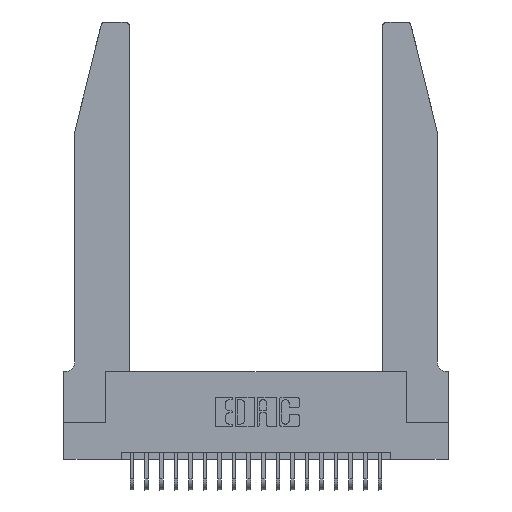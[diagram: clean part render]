
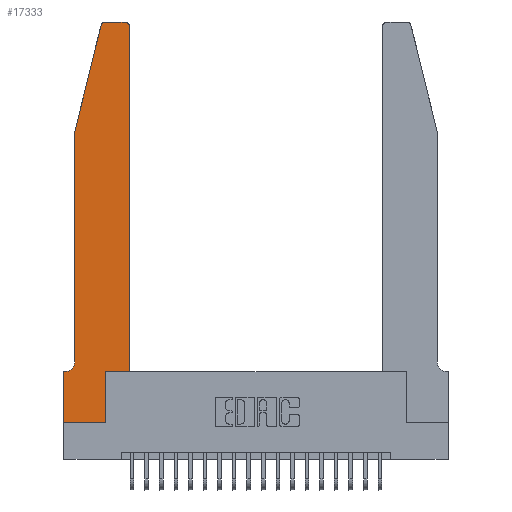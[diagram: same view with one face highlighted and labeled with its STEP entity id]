
A CAD part, top view. The second image highlights one B-rep face of the part: STEP entity #17333.
In plain terms, the highlighted planar face has unit normal (0, 0, 1).
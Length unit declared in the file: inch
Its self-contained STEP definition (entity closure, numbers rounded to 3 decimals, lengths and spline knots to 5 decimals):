
#199 = ORIENTED_EDGE ( 'NONE', *, *, #16364, .T. ) ;
#683 = ORIENTED_EDGE ( 'NONE', *, *, #20252, .T. ) ;
#1172 = LINE ( 'NONE', #15253, #23299 ) ;
#1327 = EDGE_CURVE ( 'NONE', #21960, #13361, #10934, .T. ) ;
#1957 = AXIS2_PLACEMENT_3D ( 'NONE', #16002, #17422, #3149 ) ;
#1994 = CARTESIAN_POINT ( 'NONE',  ( 0.4505, 0.35, 0.37 ) ) ;
#2094 = VERTEX_POINT ( 'NONE', #16699 ) ;
#2809 = DIRECTION ( 'NONE',  ( 1., 0., 0. ) ) ;
#3115 = VERTEX_POINT ( 'NONE', #4608 ) ;
#3128 = VERTEX_POINT ( 'NONE', #22850 ) ;
#3149 = DIRECTION ( 'NONE',  ( -1., 0., 0. ) ) ;
#3386 = CARTESIAN_POINT ( 'NONE',  ( 0.0755, 2., 0.37 ) ) ;
#3602 = DIRECTION ( 'NONE',  ( 1., 0., 0. ) ) ;
#3760 = DIRECTION ( 'NONE',  ( 0., 1., 0. ) ) ;
#4203 = ORIENTED_EDGE ( 'NONE', *, *, #12953, .T. ) ;
#4433 = LINE ( 'NONE', #8582, #9027 ) ;
#4441 = DIRECTION ( 'NONE',  ( 0., -1., 0. ) ) ;
#4608 = CARTESIAN_POINT ( 'NONE',  ( 0.2865, 0., 0.37 ) ) ;
#5167 = VECTOR ( 'NONE', #16566, 39.37008 ) ;
#5388 = CIRCLE ( 'NONE', #1957, 0.07 ) ;
#5846 = DIRECTION ( 'NONE',  ( 0., -1., 0. ) ) ;
#5907 = VERTEX_POINT ( 'NONE', #18908 ) ;
#6059 = DIRECTION ( 'NONE',  ( 1., 0., 0. ) ) ;
#6903 = ORIENTED_EDGE ( 'NONE', *, *, #23180, .T. ) ;
#7360 = CARTESIAN_POINT ( 'NONE',  ( 0.4205, 2.75, 0.37 ) ) ;
#7374 = ORIENTED_EDGE ( 'NONE', *, *, #8682, .T. ) ;
#7552 = CARTESIAN_POINT ( 'NONE',  ( 0., 0., 0.37 ) ) ;
#7740 = PLANE ( 'NONE',  #12209 ) ;
#8470 = CARTESIAN_POINT ( 'NONE',  ( 0.4205, 2.72, 0.37 ) ) ;
#8582 = CARTESIAN_POINT ( 'NONE',  ( 0.2605, 2.75, 0.37 ) ) ;
#8638 = ORIENTED_EDGE ( 'NONE', *, *, #18144, .T. ) ;
#8682 = EDGE_CURVE ( 'NONE', #16069, #20484, #15520, .T. ) ;
#8940 = AXIS2_PLACEMENT_3D ( 'NONE', #10440, #11992, #3602 ) ;
#8988 = VERTEX_POINT ( 'NONE', #15463 ) ;
#9027 = VECTOR ( 'NONE', #22214, 39.37008 ) ;
#9264 = CARTESIAN_POINT ( 'NONE',  ( 0., 0.35, 0.37 ) ) ;
#9575 = DIRECTION ( 'NONE',  ( 0., 0., 1. ) ) ;
#9739 = CIRCLE ( 'NONE', #20061, 0.03 ) ;
#9799 = EDGE_LOOP ( 'NONE', ( #11641, #12476, #12082, #10474, #683, #6903, #4203, #8638, #199, #23685, #7374, #20421 ) ) ;
#9924 = DIRECTION ( 'NONE',  ( 1., 0., 0. ) ) ;
#9947 = CARTESIAN_POINT ( 'NONE',  ( 0.2865, 0.35, 0.37 ) ) ;
#9976 = CARTESIAN_POINT ( 'NONE',  ( 0., 0.35, 0.37 ) ) ;
#10038 = EDGE_CURVE ( 'NONE', #13361, #3128, #14771, .T. ) ;
#10202 = VECTOR ( 'NONE', #5846, 39.37008 ) ;
#10440 = CARTESIAN_POINT ( 'NONE',  ( 0.284, 2.72, 0.37 ) ) ;
#10474 = ORIENTED_EDGE ( 'NONE', *, *, #10038, .T. ) ;
#10934 = LINE ( 'NONE', #16796, #5167 ) ;
#11641 = ORIENTED_EDGE ( 'NONE', *, *, #13549, .T. ) ;
#11813 = CARTESIAN_POINT ( 'NONE',  ( 0.0055, 0.35, 0.37 ) ) ;
#11992 = DIRECTION ( 'NONE',  ( 0., 0., 1. ) ) ;
#12082 = ORIENTED_EDGE ( 'NONE', *, *, #1327, .T. ) ;
#12209 = AXIS2_PLACEMENT_3D ( 'NONE', #9264, #9575, #6059 ) ;
#12382 = EDGE_CURVE ( 'NONE', #2094, #21960, #21450, .T. ) ;
#12476 = ORIENTED_EDGE ( 'NONE', *, *, #12382, .T. ) ;
#12922 = DIRECTION ( 'NONE',  ( 1., 0., 0. ) ) ;
#12953 = EDGE_CURVE ( 'NONE', #17260, #8988, #15103, .T. ) ;
#13208 = VECTOR ( 'NONE', #12922, 39.37008 ) ;
#13361 = VERTEX_POINT ( 'NONE', #3386 ) ;
#13549 = EDGE_CURVE ( 'NONE', #23649, #2094, #4433, .T. ) ;
#13777 = DIRECTION ( 'NONE',  ( 0., 0., 1. ) ) ;
#14771 = LINE ( 'NONE', #20667, #19264 ) ;
#14857 = DIRECTION ( 'NONE',  ( -1., 0., 0. ) ) ;
#15103 = LINE ( 'NONE', #16674, #10202 ) ;
#15253 = CARTESIAN_POINT ( 'NONE',  ( 0.4505, 0.35, 0.37 ) ) ;
#15463 = CARTESIAN_POINT ( 'NONE',  ( 0., 0., 0.37 ) ) ;
#15520 = LINE ( 'NONE', #1994, #22141 ) ;
#16002 = CARTESIAN_POINT ( 'NONE',  ( 0.0055, 0.42, 0.37 ) ) ;
#16069 = VERTEX_POINT ( 'NONE', #23195 ) ;
#16364 = EDGE_CURVE ( 'NONE', #3115, #5907, #23592, .T. ) ;
#16393 = VERTEX_POINT ( 'NONE', #11813 ) ;
#16566 = DIRECTION ( 'NONE',  ( -0.239, -0.971, 0. ) ) ;
#16674 = CARTESIAN_POINT ( 'NONE',  ( 0., 0., 0.37 ) ) ;
#16699 = CARTESIAN_POINT ( 'NONE',  ( 0.284, 2.75, 0.37 ) ) ;
#16777 = CARTESIAN_POINT ( 'NONE',  ( 0.25487, 2.72718, 0.37 ) ) ;
#16796 = CARTESIAN_POINT ( 'NONE',  ( 0.0755, 2., 0.37 ) ) ;
#16800 = LINE ( 'NONE', #18624, #18770 ) ;
#16827 = EDGE_CURVE ( 'NONE', #5907, #16069, #1172, .T. ) ;
#16904 = EDGE_CURVE ( 'NONE', #20484, #23649, #9739, .T. ) ;
#17260 = VERTEX_POINT ( 'NONE', #9976 ) ;
#17311 = FACE_OUTER_BOUND ( 'NONE', #9799, .T. ) ;
#17333 = ADVANCED_FACE ( 'NONE', ( #17311 ), #7740, .T. ) ;
#17422 = DIRECTION ( 'NONE',  ( 0., 0., -1. ) ) ;
#17810 = CARTESIAN_POINT ( 'NONE',  ( 0.4505, 2.72, 0.37 ) ) ;
#18144 = EDGE_CURVE ( 'NONE', #8988, #3115, #21879, .T. ) ;
#18624 = CARTESIAN_POINT ( 'NONE',  ( 0.0755, 0.35, 0.37 ) ) ;
#18691 = VECTOR ( 'NONE', #21221, 39.37008 ) ;
#18770 = VECTOR ( 'NONE', #14857, 39.37008 ) ;
#18908 = CARTESIAN_POINT ( 'NONE',  ( 0.2865, 0.35, 0.37 ) ) ;
#19264 = VECTOR ( 'NONE', #4441, 39.37008 ) ;
#20061 = AXIS2_PLACEMENT_3D ( 'NONE', #8470, #13777, #2809 ) ;
#20252 = EDGE_CURVE ( 'NONE', #3128, #16393, #5388, .T. ) ;
#20421 = ORIENTED_EDGE ( 'NONE', *, *, #16904, .T. ) ;
#20484 = VERTEX_POINT ( 'NONE', #17810 ) ;
#20667 = CARTESIAN_POINT ( 'NONE',  ( 0.0755, 2., 0.37 ) ) ;
#21221 = DIRECTION ( 'NONE',  ( 0., 1., 0. ) ) ;
#21450 = CIRCLE ( 'NONE', #8940, 0.03 ) ;
#21879 = LINE ( 'NONE', #7552, #13208 ) ;
#21960 = VERTEX_POINT ( 'NONE', #16777 ) ;
#22141 = VECTOR ( 'NONE', #3760, 39.37008 ) ;
#22214 = DIRECTION ( 'NONE',  ( -1., 0., 0. ) ) ;
#22850 = CARTESIAN_POINT ( 'NONE',  ( 0.0755, 0.42, 0.37 ) ) ;
#23180 = EDGE_CURVE ( 'NONE', #16393, #17260, #16800, .T. ) ;
#23195 = CARTESIAN_POINT ( 'NONE',  ( 0.4505, 0.35, 0.37 ) ) ;
#23299 = VECTOR ( 'NONE', #9924, 39.37008 ) ;
#23592 = LINE ( 'NONE', #9947, #18691 ) ;
#23649 = VERTEX_POINT ( 'NONE', #7360 ) ;
#23685 = ORIENTED_EDGE ( 'NONE', *, *, #16827, .T. ) ;
